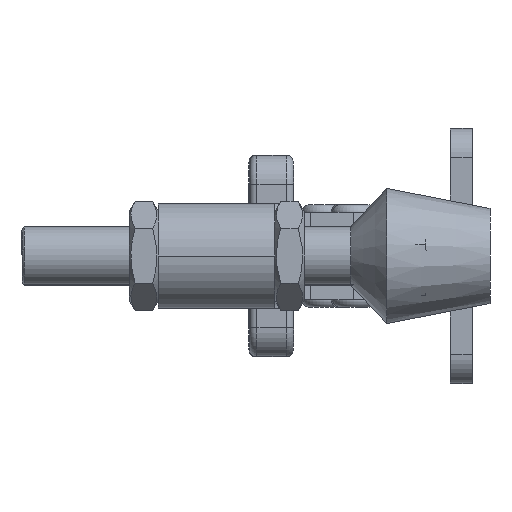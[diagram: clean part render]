
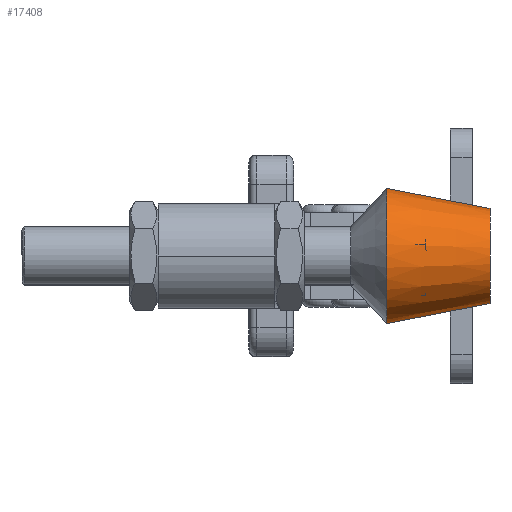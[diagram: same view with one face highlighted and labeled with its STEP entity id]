
A CAD part, left-side view. The second image highlights one B-rep face of the part: STEP entity #17408.
In plain terms, the highlighted conical face has half-angle 11 degrees and reference radius 6.5 mm.
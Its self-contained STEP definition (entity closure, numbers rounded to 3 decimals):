
#830 = VERTEX_POINT ( 'NONE', #23250 ) ;
#4490 = EDGE_CURVE ( 'NONE', #830, #14217, #29718, .T. ) ;
#4533 = EDGE_CURVE ( 'NONE', #14241, #830, #8297, .T. ) ;
#4542 = EDGE_CURVE ( 'NONE', #14241, #14224, #8300, .T. ) ;
#4617 = EDGE_CURVE ( 'NONE', #14224, #14217, #8408, .T. ) ;
#5298 = AXIS2_PLACEMENT_3D ( 'NONE', #21823, #21824, #21825 ) ;
#5328 = AXIS2_PLACEMENT_3D ( 'NONE', #16064, #16065, #16066 ) ;
#8297 = CIRCLE ( 'NONE', #5298, 6.5 ) ;
#8300 = LINE ( 'NONE', #21862, #8307 ) ;
#8307 = VECTOR ( 'NONE', #21858, 1000. ) ;
#8408 = CIRCLE ( 'NONE', #5328, 9.243 ) ;
#14217 = VERTEX_POINT ( 'NONE', #15271 ) ;
#14224 = VERTEX_POINT ( 'NONE', #15278 ) ;
#14241 = VERTEX_POINT ( 'NONE', #15295 ) ;
#15271 = CARTESIAN_POINT ( 'NONE',  ( 0., 14.111, -9.243 ) ) ;
#15278 = CARTESIAN_POINT ( 'NONE',  ( 0., 14.111, 9.243 ) ) ;
#15295 = CARTESIAN_POINT ( 'NONE',  ( 0., 0., 6.5 ) ) ;
#15394 = ORIENTED_EDGE ( 'NONE', *, *, #4542, .T. ) ;
#15396 = ORIENTED_EDGE ( 'NONE', *, *, #4617, .T. ) ;
#15402 = ORIENTED_EDGE ( 'NONE', *, *, #4490, .F. ) ;
#15403 = ORIENTED_EDGE ( 'NONE', *, *, #4533, .F. ) ;
#16064 = CARTESIAN_POINT ( 'NONE',  ( 0., 14.111, 0. ) ) ;
#16065 = DIRECTION ( 'NONE',  ( 0., -1., 0. ) ) ;
#16066 = DIRECTION ( 'NONE',  ( 0., 0., -1. ) ) ;
#17408 = ADVANCED_FACE ( 'NONE', ( #22355 ), #22369, .T. ) ;
#18675 = AXIS2_PLACEMENT_3D ( 'NONE', #24875, #24874, #24867 ) ;
#21706 = CARTESIAN_POINT ( 'NONE',  ( 0., 0., -6.5 ) ) ;
#21708 = DIRECTION ( 'NONE',  ( 0., 0.982, -0.191 ) ) ;
#21823 = CARTESIAN_POINT ( 'NONE',  ( 0., 0., 0. ) ) ;
#21824 = DIRECTION ( 'NONE',  ( 0., -1., 0. ) ) ;
#21825 = DIRECTION ( 'NONE',  ( 0., 0., -1. ) ) ;
#21858 = DIRECTION ( 'NONE',  ( 0., 0.982, 0.191 ) ) ;
#21862 = CARTESIAN_POINT ( 'NONE',  ( 0., 0., 6.5 ) ) ;
#22355 = FACE_OUTER_BOUND ( 'NONE', #29827, .T. ) ;
#22369 = CONICAL_SURFACE ( 'NONE', #18675, 6.5, 0.192 ) ;
#23250 = CARTESIAN_POINT ( 'NONE',  ( 0., 0., -6.5 ) ) ;
#24867 = DIRECTION ( 'NONE',  ( 0., 0., 1. ) ) ;
#24874 = DIRECTION ( 'NONE',  ( 0., 1., 0. ) ) ;
#24875 = CARTESIAN_POINT ( 'NONE',  ( 0., 0., 0. ) ) ;
#29718 = LINE ( 'NONE', #21706, #29723 ) ;
#29723 = VECTOR ( 'NONE', #21708, 1000. ) ;
#29827 = EDGE_LOOP ( 'NONE', ( #15402, #15403, #15394, #15396 ) ) ;
